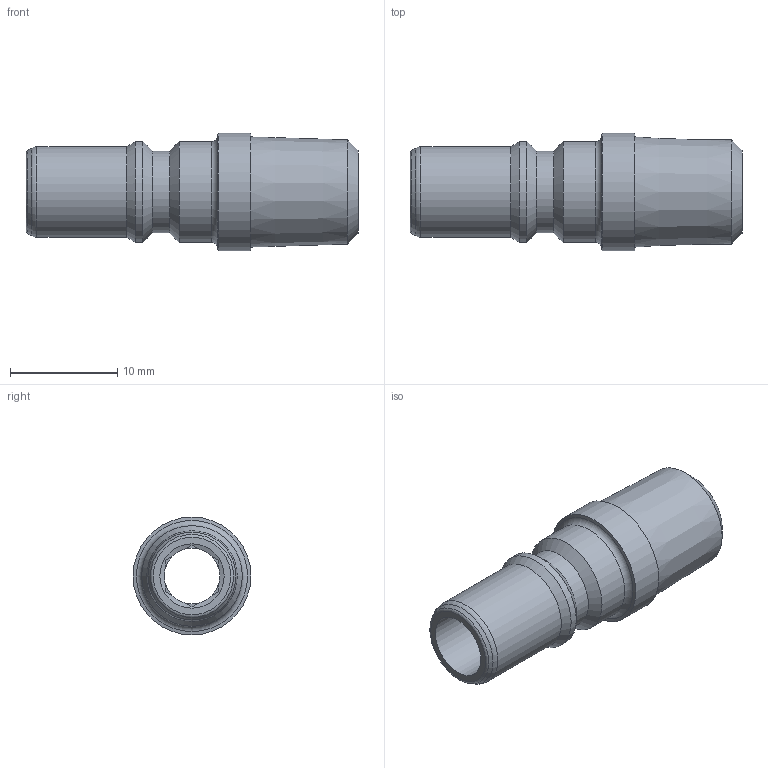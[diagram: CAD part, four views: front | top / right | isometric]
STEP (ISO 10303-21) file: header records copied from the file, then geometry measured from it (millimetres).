
FILE_DESCRIPTION(/* description */ ('STECKNIPPEL'),/* implementation_level */ '2;1');
FILE_NAME(/* name */ 'ESFM 18 NAR.stp',/* time_stamp */ '2024-11-06T09:44:40+01:00',/* author */ (''),/* organization */ (''),/* preprocessor_version */ 'ST-DEVELOPER v18.1',/* originating_system */ 'Autodesk Inventor 2022',/* authorisation */ '');
FILE_SCHEMA (('AUTOMOTIVE_DESIGN { 1 0 10303 214 3 1 1 }'));
Length unit declared in the file: millimetre
Products named in the file (2): Standard (mm); LUE_00044742
Assembly tree (1 placements, depth 2):
  Standard (mm)
    LUE_00044742
Bounding box: 31 x 11 x 11 mm (x, y, z)
Volume: 1304.3 mm3; surface area: 1572.6 mm2
Topology: 1 solids, 1 shells, 40 faces, 96 edges, 59 vertices
Faces by surface type: plane 21, cone 9, cylinder 7, torus 3
Full cylindrical faces by diameter (mm): 5.2 x1, 6 x1, 7.6 x1, 8.45 x1, 9.4 x2, 11 x1
Entity records: 1250 total; most frequent: CARTESIAN_POINT 222, DIRECTION 208, ORIENTED_EDGE 192, EDGE_CURVE 96, AXIS2_PLACEMENT_3D 81, VERTEX_POINT 59, LINE 46, VECTOR 46
